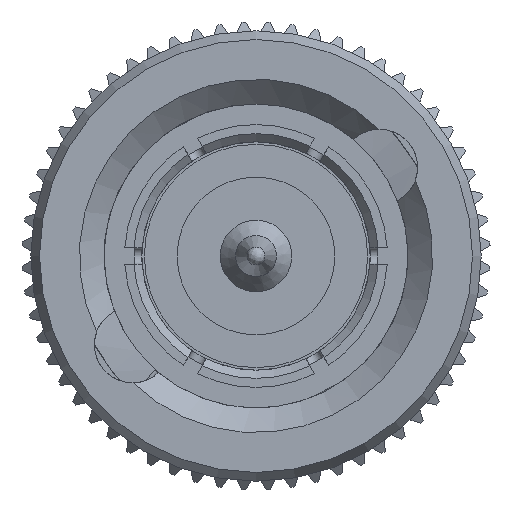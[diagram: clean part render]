
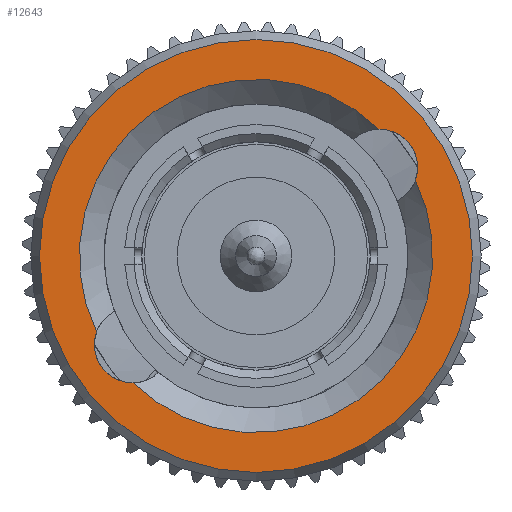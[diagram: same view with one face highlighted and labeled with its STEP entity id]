
A CAD part, left-side view. The second image highlights one B-rep face of the part: STEP entity #12643.
In plain terms, the highlighted planar face has unit normal (-1, 0, 0).
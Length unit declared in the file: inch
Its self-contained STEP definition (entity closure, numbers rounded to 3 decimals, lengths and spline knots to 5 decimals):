
#2356 = CARTESIAN_POINT ( 'NONE',  ( 0., -0.14961, 0.15433 ) ) ;
#3709 = CIRCLE ( 'NONE', #13152, 0.21494 ) ;
#4379 = DIRECTION ( 'NONE',  ( 0., 0., 1. ) ) ;
#4877 = DIRECTION ( 'NONE',  ( 1., 0., 0. ) ) ;
#5402 = CIRCLE ( 'NONE', #10594, 0.04645 ) ;
#5515 = VERTEX_POINT ( 'NONE', #27988 ) ;
#5563 = FACE_OUTER_BOUND ( 'NONE', #24937, .T. ) ;
#5796 = VERTEX_POINT ( 'NONE', #9528 ) ;
#6342 = DIRECTION ( 'NONE',  ( 0., 0., -1. ) ) ;
#7632 = PLANE ( 'NONE',  #23870 ) ;
#8458 = DIRECTION ( 'NONE',  ( 1., 0., 0. ) ) ;
#8565 = DIRECTION ( 'NONE',  ( 1., 0., 0. ) ) ;
#9528 = CARTESIAN_POINT ( 'NONE',  ( 0., 0., -0.26339 ) ) ;
#10265 = CARTESIAN_POINT ( 'NONE',  ( 0., 0.14961, -0.15433 ) ) ;
#10594 = AXIS2_PLACEMENT_3D ( 'NONE', #27490, #22894, #11505 ) ;
#10824 = DIRECTION ( 'NONE',  ( 0., 0., 1. ) ) ;
#11281 = CIRCLE ( 'NONE', #24981, 0.26339 ) ;
#11505 = DIRECTION ( 'NONE',  ( 0., 0., -1. ) ) ;
#11886 = EDGE_LOOP ( 'NONE', ( #27118, #12234, #20948, #29127 ) ) ;
#12234 = ORIENTED_EDGE ( 'NONE', *, *, #18334, .T. ) ;
#12367 = CARTESIAN_POINT ( 'NONE',  ( 0., 0., -0.26339 ) ) ;
#12643 = ADVANCED_FACE ( 'NONE', ( #5563, #19049 ), #7632, .F. ) ;
#13152 = AXIS2_PLACEMENT_3D ( 'NONE', #27169, #17710, #4379 ) ;
#14149 = DIRECTION ( 'NONE',  ( 1., 0., 0. ) ) ;
#15017 = EDGE_CURVE ( 'NONE', #5796, #5796, #11281, .T. ) ;
#16815 = DIRECTION ( 'NONE',  ( 0., 0., -1. ) ) ;
#17710 = DIRECTION ( 'NONE',  ( 1., 0., 0. ) ) ;
#18334 = EDGE_CURVE ( 'NONE', #20671, #5515, #5402, .T. ) ;
#18600 = AXIS2_PLACEMENT_3D ( 'NONE', #27682, #4877, #27829 ) ;
#18707 = ORIENTED_EDGE ( 'NONE', *, *, #15017, .F. ) ;
#19049 = FACE_BOUND ( 'NONE', #11886, .T. ) ;
#20348 = EDGE_CURVE ( 'NONE', #25823, #23724, #25662, .T. ) ;
#20407 = AXIS2_PLACEMENT_3D ( 'NONE', #26250, #8458, #10824 ) ;
#20671 = VERTEX_POINT ( 'NONE', #2356 ) ;
#20864 = CIRCLE ( 'NONE', #20407, 0.21494 ) ;
#20948 = ORIENTED_EDGE ( 'NONE', *, *, #25434, .T. ) ;
#22894 = DIRECTION ( 'NONE',  ( 1., 0., 0. ) ) ;
#23208 = EDGE_CURVE ( 'NONE', #23724, #20671, #20864, .T. ) ;
#23633 = CARTESIAN_POINT ( 'NONE',  ( 0., 0.19403, -0.09247 ) ) ;
#23724 = VERTEX_POINT ( 'NONE', #23633 ) ;
#23870 = AXIS2_PLACEMENT_3D ( 'NONE', #12367, #14149, #16815 ) ;
#24937 = EDGE_LOOP ( 'NONE', ( #18707 ) ) ;
#24981 = AXIS2_PLACEMENT_3D ( 'NONE', #28872, #8565, #6342 ) ;
#25434 = EDGE_CURVE ( 'NONE', #5515, #25823, #3709, .T. ) ;
#25662 = CIRCLE ( 'NONE', #18600, 0.04645 ) ;
#25823 = VERTEX_POINT ( 'NONE', #10265 ) ;
#26250 = CARTESIAN_POINT ( 'NONE',  ( 0., 0., 0. ) ) ;
#27118 = ORIENTED_EDGE ( 'NONE', *, *, #23208, .T. ) ;
#27169 = CARTESIAN_POINT ( 'NONE',  ( 0., 0., 0. ) ) ;
#27490 = CARTESIAN_POINT ( 'NONE',  ( 0., -0.15021, 0.10789 ) ) ;
#27682 = CARTESIAN_POINT ( 'NONE',  ( 0., 0.15021, -0.10789 ) ) ;
#27829 = DIRECTION ( 'NONE',  ( 0., 0., -1. ) ) ;
#27988 = CARTESIAN_POINT ( 'NONE',  ( 0., -0.19403, 0.09247 ) ) ;
#28872 = CARTESIAN_POINT ( 'NONE',  ( 0., 0., 0. ) ) ;
#29127 = ORIENTED_EDGE ( 'NONE', *, *, #20348, .T. ) ;
